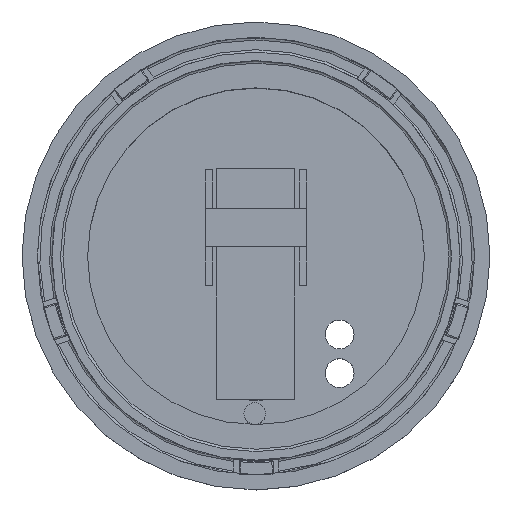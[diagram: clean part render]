
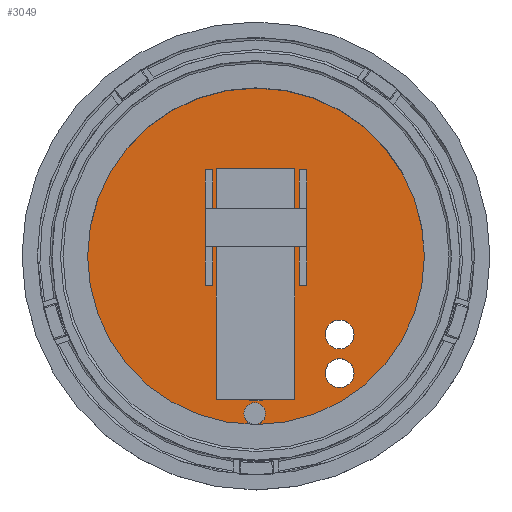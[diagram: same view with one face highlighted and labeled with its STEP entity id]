
A CAD part, top view. The second image highlights one B-rep face of the part: STEP entity #3049.
In plain terms, the highlighted planar face has unit normal (0, 0, 1).
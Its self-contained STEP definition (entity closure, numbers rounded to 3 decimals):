
#342=LINE('',#6204,#513);
#345=LINE('',#6209,#516);
#347=LINE('',#6213,#518);
#349=LINE('',#6216,#520);
#350=LINE('',#6220,#521);
#353=LINE('',#6225,#524);
#355=LINE('',#6229,#526);
#357=LINE('',#6232,#528);
#513=VECTOR('',#4295,10.);
#516=VECTOR('',#4300,10.);
#518=VECTOR('',#4304,10.);
#520=VECTOR('',#4308,10.);
#521=VECTOR('',#4311,10.);
#524=VECTOR('',#4316,10.);
#526=VECTOR('',#4320,10.);
#528=VECTOR('',#4324,10.);
#605=FACE_BOUND('',#976,.T.);
#606=FACE_BOUND('',#977,.T.);
#607=FACE_BOUND('',#978,.T.);
#608=FACE_BOUND('',#979,.T.);
#609=FACE_BOUND('',#980,.T.);
#610=FACE_BOUND('',#981,.T.);
#784=FACE_OUTER_BOUND('',#975,.T.);
#975=EDGE_LOOP('',(#2766));
#976=EDGE_LOOP('',(#2767));
#977=EDGE_LOOP('',(#2768));
#978=EDGE_LOOP('',(#2769));
#979=EDGE_LOOP('',(#2770,#2771,#2772,#2773));
#980=EDGE_LOOP('',(#2774,#2775,#2776,#2777));
#981=EDGE_LOOP('',(#2778));
#993=CIRCLE('',#3082,1.5);
#1147=CIRCLE('',#3422,4.);
#1148=CIRCLE('',#3432,17.5);
#1149=CIRCLE('',#3434,1.118);
#1151=CIRCLE('',#3437,1.5);
#1157=VERTEX_POINT('',#4391);
#1411=VERTEX_POINT('',#6198);
#1412=VERTEX_POINT('',#6202);
#1413=VERTEX_POINT('',#6203);
#1414=VERTEX_POINT('',#6208);
#1415=VERTEX_POINT('',#6212);
#1416=VERTEX_POINT('',#6218);
#1417=VERTEX_POINT('',#6219);
#1418=VERTEX_POINT('',#6224);
#1419=VERTEX_POINT('',#6228);
#1420=VERTEX_POINT('',#6234);
#1421=VERTEX_POINT('',#6238);
#1423=VERTEX_POINT('',#6244);
#1440=EDGE_CURVE('',#1157,#1157,#993,.T.);
#1853=EDGE_CURVE('',#1411,#1411,#1147,.T.);
#1854=EDGE_CURVE('',#1412,#1413,#342,.T.);
#1857=EDGE_CURVE('',#1414,#1412,#345,.T.);
#1859=EDGE_CURVE('',#1415,#1414,#347,.T.);
#1861=EDGE_CURVE('',#1413,#1415,#349,.T.);
#1862=EDGE_CURVE('',#1416,#1417,#350,.T.);
#1865=EDGE_CURVE('',#1418,#1416,#353,.T.);
#1867=EDGE_CURVE('',#1419,#1418,#355,.T.);
#1869=EDGE_CURVE('',#1417,#1419,#357,.T.);
#1871=EDGE_CURVE('',#1420,#1420,#1148,.T.);
#1873=EDGE_CURVE('',#1421,#1421,#1149,.T.);
#1876=EDGE_CURVE('',#1423,#1423,#1151,.T.);
#2766=ORIENTED_EDGE('',*,*,#1871,.F.);
#2767=ORIENTED_EDGE('',*,*,#1440,.T.);
#2768=ORIENTED_EDGE('',*,*,#1876,.T.);
#2769=ORIENTED_EDGE('',*,*,#1873,.T.);
#2770=ORIENTED_EDGE('',*,*,#1869,.T.);
#2771=ORIENTED_EDGE('',*,*,#1867,.T.);
#2772=ORIENTED_EDGE('',*,*,#1865,.T.);
#2773=ORIENTED_EDGE('',*,*,#1862,.T.);
#2774=ORIENTED_EDGE('',*,*,#1861,.T.);
#2775=ORIENTED_EDGE('',*,*,#1859,.T.);
#2776=ORIENTED_EDGE('',*,*,#1857,.T.);
#2777=ORIENTED_EDGE('',*,*,#1854,.T.);
#2778=ORIENTED_EDGE('',*,*,#1853,.T.);
#2869=PLANE('',#3439);
#3049=ADVANCED_FACE('',(#784,#605,#606,#607,#608,#609,#610),#2869,.F.);
#3082=AXIS2_PLACEMENT_3D('',#4393,#3474,#3475);
#3422=AXIS2_PLACEMENT_3D('',#6200,#4291,#4292);
#3432=AXIS2_PLACEMENT_3D('',#6236,#4328,#4329);
#3434=AXIS2_PLACEMENT_3D('',#6240,#4333,#4334);
#3437=AXIS2_PLACEMENT_3D('',#6246,#4340,#4341);
#3439=AXIS2_PLACEMENT_3D('',#6248,#4344,#4345);
#3474=DIRECTION('center_axis',(0.,0.,
-1.));
#3475=DIRECTION('ref_axis',(0.975,-0.222,0.));
#4291=DIRECTION('center_axis',(0.,0.,
-1.));
#4292=DIRECTION('ref_axis',(-1.,0.,0.));
#4295=DIRECTION('',(-0.975,0.222,0.));
#4300=DIRECTION('',(-0.222,-0.975,0.));
#4304=DIRECTION('',(0.975,-0.222,0.));
#4308=DIRECTION('',(0.222,0.975,0.));
#4311=DIRECTION('',(-0.222,-0.975,0.));
#4316=DIRECTION('',(0.975,-0.222,0.));
#4320=DIRECTION('',(0.222,0.975,0.));
#4324=DIRECTION('',(-0.975,0.222,0.));
#4328=DIRECTION('center_axis',(0.,0.,
-1.));
#4329=DIRECTION('ref_axis',(-0.975,0.222,0.));
#4333=DIRECTION('center_axis',(0.,0.,
-1.));
#4334=DIRECTION('ref_axis',(-0.975,0.222,0.));
#4340=DIRECTION('center_axis',(0.,0.,
-1.));
#4341=DIRECTION('ref_axis',(0.975,-0.222,0.));
#4344=DIRECTION('center_axis',(0.,0.,
-1.));
#4345=DIRECTION('ref_axis',(-0.975,0.222,0.));
#4391=CARTESIAN_POINT('',(4.319,-13.426,-29.7));
#4393=CARTESIAN_POINT('Origin',(5.781,-13.759,-29.7));
#6198=CARTESIAN_POINT('',(1.557,-10.725,-29.7));
#6200=CARTESIAN_POINT('Origin',(-2.443,-10.725,-29.7));
#6202=CARTESIAN_POINT('',(4.453,-4.091,-29.7));
#6203=CARTESIAN_POINT('',(3.721,-3.924,-29.7));
#6204=CARTESIAN_POINT('',(1.528,-3.425,-29.7));
#6208=CARTESIAN_POINT('',(7.118,7.609,-29.7));
#6209=CARTESIAN_POINT('',(4.786,-2.629,-29.7));
#6212=CARTESIAN_POINT('',(6.386,7.776,-29.7));
#6213=CARTESIAN_POINT('',(4.558,8.192,-29.7));
#6216=CARTESIAN_POINT('',(5.387,3.388,-29.7));
#6218=CARTESIAN_POINT('',(-2.389,9.775,-29.7));
#6219=CARTESIAN_POINT('',(-5.054,-1.926,-29.7));
#6220=CARTESIAN_POINT('',(-4.721,-0.463,-29.7));
#6224=CARTESIAN_POINT('',(-3.12,9.941,-29.7));
#6225=CARTESIAN_POINT('',(-0.195,9.275,-29.7));
#6228=CARTESIAN_POINT('',(-5.785,-1.759,-29.7));
#6229=CARTESIAN_POINT('',(-4.119,5.554,-29.7));
#6232=CARTESIAN_POINT('',(-3.226,-2.342,-29.7));
#6234=CARTESIAN_POINT('',(17.065,-3.877,-29.7));
#6236=CARTESIAN_POINT('Origin',(0.,0.,
-29.7));
#6238=CARTESIAN_POINT('',(-2.674,-16.168,-29.7));
#6240=CARTESIAN_POINT('Origin',(-3.764,-15.92,-29.7));
#6244=CARTESIAN_POINT('',(5.212,-9.503,-29.7));
#6246=CARTESIAN_POINT('Origin',(6.675,-9.837,-29.7));
#6248=CARTESIAN_POINT('Origin',(0.,0.,
-29.7));
